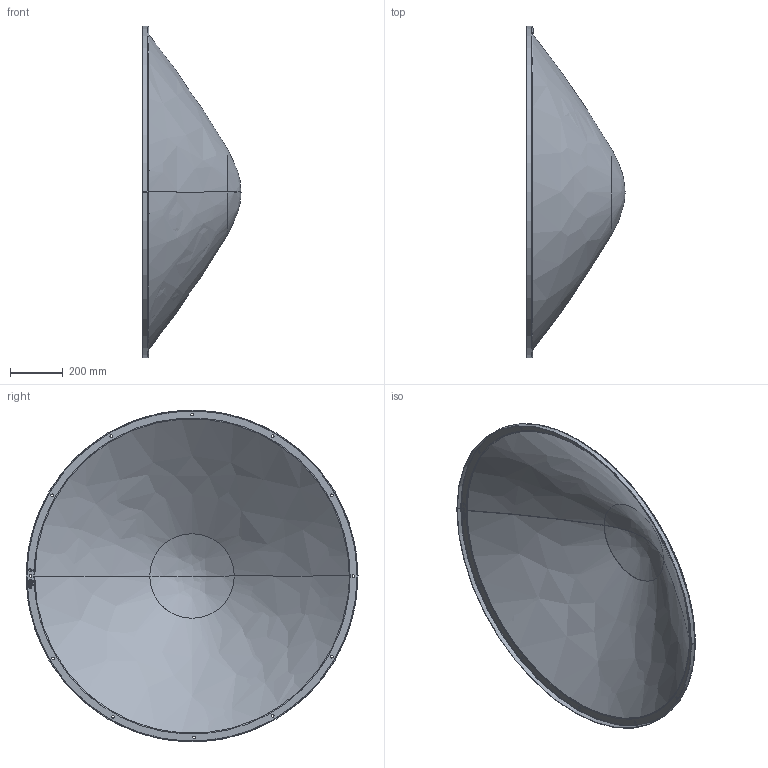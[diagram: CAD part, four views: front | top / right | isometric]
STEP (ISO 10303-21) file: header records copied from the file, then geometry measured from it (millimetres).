
FILE_DESCRIPTION (( 'STEP AP214' ), '1' );
FILE_NAME ('LCANRAD-4_3D.step', '2026-02-20T21:09:56', ( '' ), ( '' ), 'SwSTEP 2.0', 'SolidWorks 2025', '' );
FILE_SCHEMA (( 'AUTOMOTIVE_DESIGN' ));
Length unit declared in the file: millimetre
Products named in the file (1): LCANRAD-4_3D
Bounding box: 372 x 1258.39 x 1258.39 mm (x, y, z)
Surface area: 3121208.1 mm2 (no closed solid volume)
Topology: 0 solids, 1 shells, 321 faces, 769 edges, 437 vertices
Faces by surface type: bspline 269, plane 52
Entity records: 13307 total; most frequent: CARTESIAN_POINT 8244, ORIENTED_EDGE 1494, EDGE_CURVE 759, VERTEX_POINT 437, DIRECTION 417, B_SPLINE_CURVE_WITH_KNOTS 376, EDGE_LOOP 354, FACE_OUTER_BOUND 321
